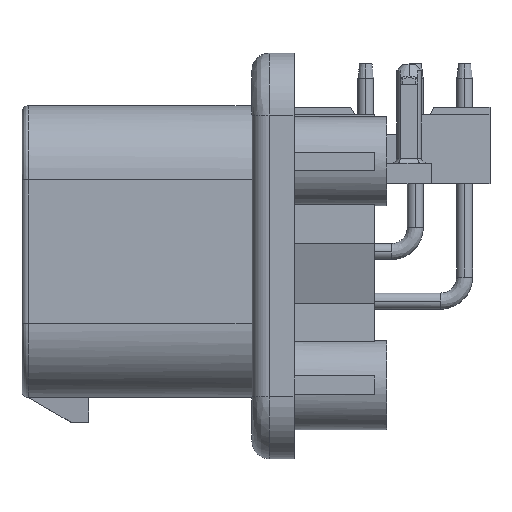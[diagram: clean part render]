
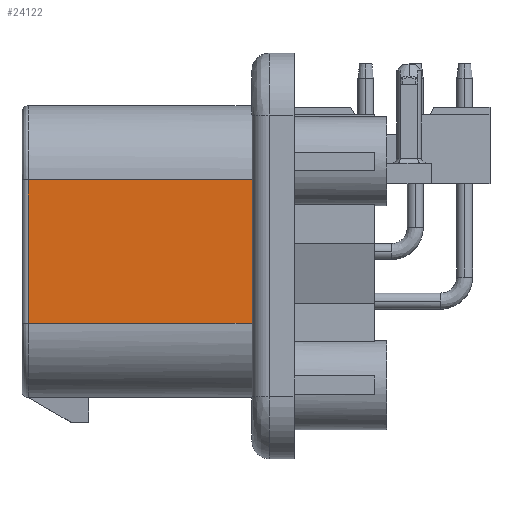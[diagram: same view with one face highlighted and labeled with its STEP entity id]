
A CAD part, left-side view. The second image highlights one B-rep face of the part: STEP entity #24122.
In plain terms, the highlighted planar face has unit normal (-1, 0, 0).
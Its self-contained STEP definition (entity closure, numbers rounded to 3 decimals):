
#22835=CARTESIAN_POINT('',(-9.7,21.5,-21.85));
#22836=VERTEX_POINT('',#22835);
#22900=CARTESIAN_POINT('',(-9.7,21.5,-10.25));
#22901=VERTEX_POINT('',#22900);
#22922=CARTESIAN_POINT('',(-9.7,21.5,-21.85));
#22923=CARTESIAN_POINT('',(-9.7,21.5,-19.53));
#22924=CARTESIAN_POINT('',(-9.7,21.5,-17.21));
#22925=CARTESIAN_POINT('',(-9.7,21.5,-14.89));
#22926=CARTESIAN_POINT('',(-9.7,21.5,-12.57));
#22927=CARTESIAN_POINT('',(-9.7,21.5,-10.25));
#22928=B_SPLINE_CURVE_WITH_KNOTS('',5,(#22922,#22923,#22924,#22925,#22926,#22927),.UNSPECIFIED.,.F.,.U.,(6,6),(0.,11.6),.UNSPECIFIED.);
#22929=EDGE_CURVE('',#22836,#22901,#22928,.T.);
#23777=CARTESIAN_POINT('',(-9.7,2.5,-21.85));
#23778=VERTEX_POINT('',#23777);
#23788=CARTESIAN_POINT('',(-9.7,2.5,-21.85));
#23789=CARTESIAN_POINT('',(-9.7,6.3,-21.85));
#23790=CARTESIAN_POINT('',(-9.7,10.1,-21.85));
#23791=CARTESIAN_POINT('',(-9.7,13.9,-21.85));
#23792=CARTESIAN_POINT('',(-9.7,17.7,-21.85));
#23793=CARTESIAN_POINT('',(-9.7,21.5,-21.85));
#23794=B_SPLINE_CURVE_WITH_KNOTS('',5,(#23788,#23789,#23790,#23791,#23792,#23793),.UNSPECIFIED.,.F.,.U.,(6,6),(0.,19.),.UNSPECIFIED.);
#23795=EDGE_CURVE('',#23778,#22836,#23794,.T.);
#24036=CARTESIAN_POINT('',(-9.7,2.7,-10.25));
#24037=VERTEX_POINT('',#24036);
#24038=CARTESIAN_POINT('',(-9.7,21.5,-10.25));
#24039=CARTESIAN_POINT('',(-9.7,17.74,-10.25));
#24040=CARTESIAN_POINT('',(-9.7,13.98,-10.25));
#24041=CARTESIAN_POINT('',(-9.7,10.22,-10.25));
#24042=CARTESIAN_POINT('',(-9.7,6.46,-10.25));
#24043=CARTESIAN_POINT('',(-9.7,2.7,-10.25));
#24044=B_SPLINE_CURVE_WITH_KNOTS('',5,(#24038,#24039,#24040,#24041,#24042,#24043),.UNSPECIFIED.,.F.,.U.,(6,6),(0.,18.8),.UNSPECIFIED.);
#24045=EDGE_CURVE('',#22901,#24037,#24044,.T.);
#24081=CARTESIAN_POINT('',(-9.7,12.,-16.05));
#24082=DIRECTION('',(0.,0.,-1.));
#24083=DIRECTION('',(-1.,-0.,-0.));
#24084=AXIS2_PLACEMENT_3D('',#24081,#24083,#24082);
#24085=PLANE('',#24084);
#24086=CARTESIAN_POINT('',(-9.7,2.7,-13.));
#24087=VERTEX_POINT('',#24086);
#24088=CARTESIAN_POINT('',(-9.7,2.7,-10.25));
#24089=CARTESIAN_POINT('',(-9.7,2.7,-10.8));
#24090=CARTESIAN_POINT('',(-9.7,2.7,-11.35));
#24091=CARTESIAN_POINT('',(-9.7,2.7,-11.9));
#24092=CARTESIAN_POINT('',(-9.7,2.7,-12.45));
#24093=CARTESIAN_POINT('',(-9.7,2.7,-13.));
#24094=B_SPLINE_CURVE_WITH_KNOTS('',5,(#24088,#24089,#24090,#24091,#24092,#24093),.UNSPECIFIED.,.F.,.U.,(6,6),(0.,2.75),.UNSPECIFIED.);
#24095=EDGE_CURVE('',#24037,#24087,#24094,.T.);
#24096=ORIENTED_EDGE('',*,*,#24095,.F.);
#24097=ORIENTED_EDGE('',*,*,#24045,.F.);
#24098=ORIENTED_EDGE('',*,*,#22929,.F.);
#24099=ORIENTED_EDGE('',*,*,#23795,.F.);
#24100=CARTESIAN_POINT('',(-9.7,2.5,-13.));
#24101=VERTEX_POINT('',#24100);
#24102=CARTESIAN_POINT('',(-9.7,2.5,-21.85));
#24103=CARTESIAN_POINT('',(-9.7,2.5,-20.08));
#24104=CARTESIAN_POINT('',(-9.7,2.5,-18.31));
#24105=CARTESIAN_POINT('',(-9.7,2.5,-16.54));
#24106=CARTESIAN_POINT('',(-9.7,2.5,-14.77));
#24107=CARTESIAN_POINT('',(-9.7,2.5,-13.));
#24108=B_SPLINE_CURVE_WITH_KNOTS('',5,(#24102,#24103,#24104,#24105,#24106,#24107),.UNSPECIFIED.,.F.,.U.,(6,6),(0.,8.85),.UNSPECIFIED.);
#24109=EDGE_CURVE('',#23778,#24101,#24108,.T.);
#24110=ORIENTED_EDGE('',*,*,#24109,.T.);
#24111=CARTESIAN_POINT('',(-9.7,2.5,-13.));
#24112=CARTESIAN_POINT('',(-9.7,2.54,-13.));
#24113=CARTESIAN_POINT('',(-9.7,2.58,-13.));
#24114=CARTESIAN_POINT('',(-9.7,2.62,-13.));
#24115=CARTESIAN_POINT('',(-9.7,2.66,-13.));
#24116=CARTESIAN_POINT('',(-9.7,2.7,-13.));
#24117=B_SPLINE_CURVE_WITH_KNOTS('',5,(#24111,#24112,#24113,#24114,#24115,#24116),.UNSPECIFIED.,.F.,.U.,(6,6),(0.,0.2),.UNSPECIFIED.);
#24118=EDGE_CURVE('',#24101,#24087,#24117,.T.);
#24119=ORIENTED_EDGE('',*,*,#24118,.T.);
#24120=EDGE_LOOP('',(#24096,#24097,#24098,#24099,#24110,#24119));
#24121=FACE_OUTER_BOUND('',#24120,.T.);
#24122=ADVANCED_FACE('',(#24121),#24085,.T.);
